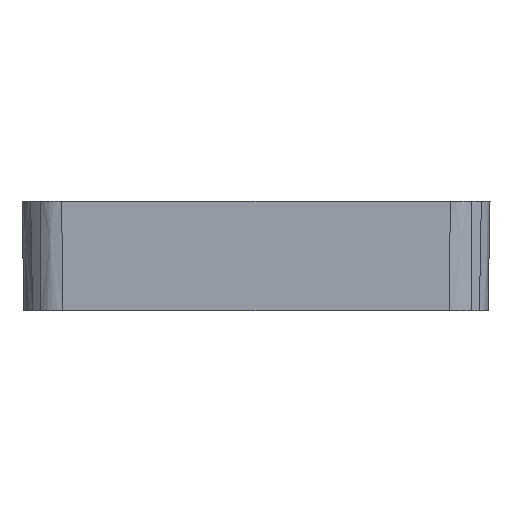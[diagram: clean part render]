
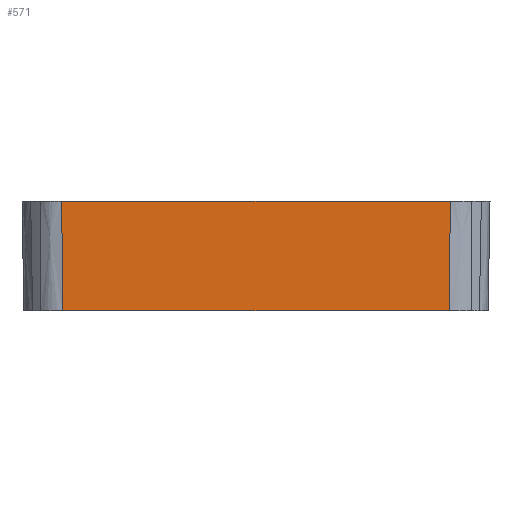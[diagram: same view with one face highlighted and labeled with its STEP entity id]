
A CAD part, left-side view. The second image highlights one B-rep face of the part: STEP entity #571.
In plain terms, the highlighted planar face has unit normal (-1, 0, -0.018).
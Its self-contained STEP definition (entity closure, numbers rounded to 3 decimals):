
#116 = CARTESIAN_POINT ( 'NONE',  ( -14.878, 12.401, 0. ) ) ;
#133 = CARTESIAN_POINT ( 'NONE',  ( -15., 12.45, 7. ) ) ;
#134 = CARTESIAN_POINT ( 'NONE',  ( -14.878, -12.401, 0. ) ) ;
#135 = CARTESIAN_POINT ( 'NONE',  ( -15., -12.45, 7. ) ) ;
#319 = EDGE_CURVE ( 'NONE', #2380, #2379, #2840, .T. ) ;
#322 = EDGE_CURVE ( 'NONE', #2399, #2380, #608, .T. ) ;
#325 = EDGE_CURVE ( 'NONE', #2381, #2399, #2843, .T. ) ;
#326 = EDGE_CURVE ( 'NONE', #2381, #2379, #607, .T. ) ;
#571 = ADVANCED_FACE ( 'NONE', ( #2591 ), #1393, .T. ) ;
#607 = LINE ( 'NONE', #2115, #611 ) ;
#608 = LINE ( 'NONE', #2089, #613 ) ;
#611 = VECTOR ( 'NONE', #2116, 1000. ) ;
#613 = VECTOR ( 'NONE', #2095, 1000. ) ;
#724 = EDGE_LOOP ( 'NONE', ( #1030, #963, #965, #1034 ) ) ;
#963 = ORIENTED_EDGE ( 'NONE', *, *, #325, .T. ) ;
#965 = ORIENTED_EDGE ( 'NONE', *, *, #322, .T. ) ;
#1030 = ORIENTED_EDGE ( 'NONE', *, *, #326, .F. ) ;
#1034 = ORIENTED_EDGE ( 'NONE', *, *, #319, .T. ) ;
#1393 = PLANE ( 'NONE',  #1889 ) ;
#1425 = CARTESIAN_POINT ( 'NONE',  ( -14.878, 13.182, 0. ) ) ;
#1840 = DIRECTION ( 'NONE',  ( -0.017, 0., 1. ) ) ;
#1841 = DIRECTION ( 'NONE',  ( -1., 0., -0.017 ) ) ;
#1889 = AXIS2_PLACEMENT_3D ( 'NONE', #1425, #1841, #1840 ) ;
#2079 = CARTESIAN_POINT ( 'NONE',  ( -14.898, -12.409, 1.168 ) ) ;
#2081 = CARTESIAN_POINT ( 'NONE',  ( -14.919, -12.417, 2.337 ) ) ;
#2082 = CARTESIAN_POINT ( 'NONE',  ( -14.939, -12.425, 3.505 ) ) ;
#2083 = CARTESIAN_POINT ( 'NONE',  ( -14.959, -12.434, 4.67 ) ) ;
#2084 = CARTESIAN_POINT ( 'NONE',  ( -14.98, -12.442, 5.835 ) ) ;
#2085 = CARTESIAN_POINT ( 'NONE',  ( -15., -12.45, 7. ) ) ;
#2089 = CARTESIAN_POINT ( 'NONE',  ( -14.878, 13.182, 0. ) ) ;
#2095 = DIRECTION ( 'NONE',  ( 0., -1., 0. ) ) ;
#2096 = CARTESIAN_POINT ( 'NONE',  ( -15., 12.45, 7. ) ) ;
#2109 = CARTESIAN_POINT ( 'NONE',  ( -14.98, 12.442, 5.835 ) ) ;
#2110 = CARTESIAN_POINT ( 'NONE',  ( -14.959, 12.434, 4.67 ) ) ;
#2111 = CARTESIAN_POINT ( 'NONE',  ( -14.939, 12.425, 3.505 ) ) ;
#2112 = CARTESIAN_POINT ( 'NONE',  ( -14.919, 12.417, 2.337 ) ) ;
#2113 = CARTESIAN_POINT ( 'NONE',  ( -14.898, 12.409, 1.168 ) ) ;
#2114 = CARTESIAN_POINT ( 'NONE',  ( -14.878, 12.401, 0. ) ) ;
#2115 = CARTESIAN_POINT ( 'NONE',  ( -15., 13.182, 7. ) ) ;
#2116 = DIRECTION ( 'NONE',  ( 0., -1., 0. ) ) ;
#2379 = VERTEX_POINT ( 'NONE', #135 ) ;
#2380 = VERTEX_POINT ( 'NONE', #134 ) ;
#2381 = VERTEX_POINT ( 'NONE', #133 ) ;
#2399 = VERTEX_POINT ( 'NONE', #116 ) ;
#2421 = CARTESIAN_POINT ( 'NONE',  ( -14.878, -12.401, 0. ) ) ;
#2591 = FACE_OUTER_BOUND ( 'NONE', #724, .T. ) ;
#2840 = B_SPLINE_CURVE_WITH_KNOTS ( 'NONE', 3,
 ( #2421, #2079, #2081, #2082, #2083, #2084, #2085 ),
 .UNSPECIFIED., .F., .F.,
 ( 4, 3, 4 ),
 ( 0., 0.004, 0.007 ),
 .UNSPECIFIED. ) ;
#2843 = B_SPLINE_CURVE_WITH_KNOTS ( 'NONE', 3,
 ( #2096, #2109, #2110, #2111, #2112, #2113, #2114 ),
 .UNSPECIFIED., .F., .F.,
 ( 4, 3, 4 ),
 ( 0., 0.003, 0.007 ),
 .UNSPECIFIED. ) ;
